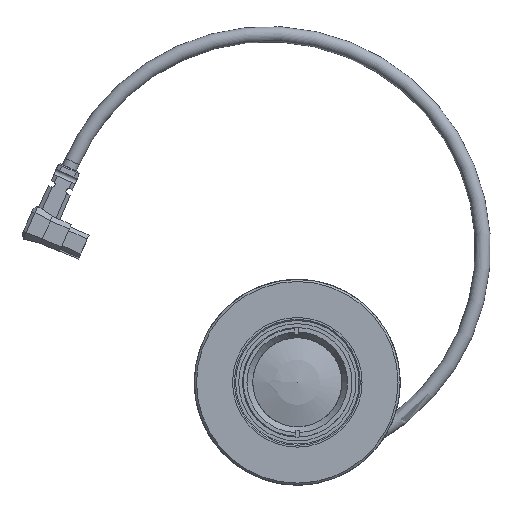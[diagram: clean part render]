
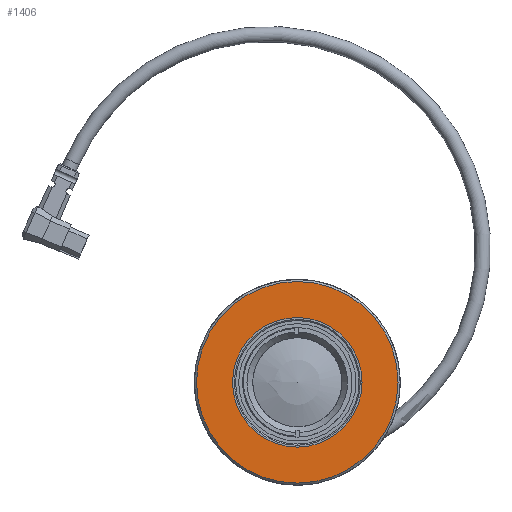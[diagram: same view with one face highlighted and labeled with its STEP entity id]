
A CAD part, left-side view. The second image highlights one B-rep face of the part: STEP entity #1406.
In plain terms, the highlighted planar face has unit normal (-1, 0, 0).
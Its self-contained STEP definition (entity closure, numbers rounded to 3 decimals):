
#426=PLANE('',#13633);
#1406=ADVANCED_FACE('BCT_REF_132402',(#3942,#3943),#426,.F.);
#3519=CIRCLE('',#13625,24.5);
#3523=CIRCLE('',#13631,15.7);
#3942=FACE_BOUND('',#4760,.T.);
#3943=FACE_BOUND('',#4761,.T.);
#4760=EDGE_LOOP('',(#7964));
#4761=EDGE_LOOP('',(#7965));
#7964=ORIENTED_EDGE('',*,*,#11897,.F.);
#7965=ORIENTED_EDGE('',*,*,#11893,.T.);
#10123=VERTEX_POINT('',#23409);
#10126=VERTEX_POINT('',#23418);
#11893=EDGE_CURVE('',#10123,#10123,#3519,.T.);
#11897=EDGE_CURVE('BCT_REF_125861',#10126,#10126,#3523,.T.);
#13625=AXIS2_PLACEMENT_3D('',#23408,#15906,#15907);
#13631=AXIS2_PLACEMENT_3D('',#23417,#15918,#15919);
#13633=AXIS2_PLACEMENT_3D('',#23420,#15922,#15923);
#15906=DIRECTION('',(-1.,0.,0.));
#15907=DIRECTION('',(0.,-0.866,0.5));
#15918=DIRECTION('',(-1.,0.,0.));
#15919=DIRECTION('',(0.,-0.866,0.5));
#15922=DIRECTION('',(1.,0.,0.));
#15923=DIRECTION('',(0.,0.866,-0.5));
#23408=CARTESIAN_POINT('',(-43.911,0.,0.));
#23409=CARTESIAN_POINT('',(-43.911,-21.218,12.25));
#23417=CARTESIAN_POINT('',(-43.911,0.,0.));
#23418=CARTESIAN_POINT('',(-43.911,-13.597,7.85));
#23420=CARTESIAN_POINT('',(-43.911,12.25,21.218));
